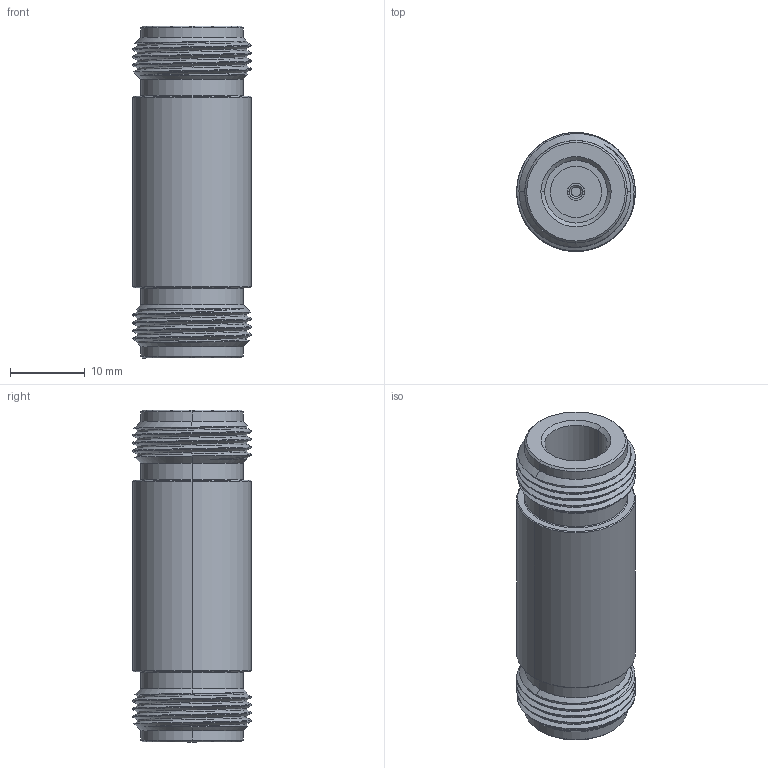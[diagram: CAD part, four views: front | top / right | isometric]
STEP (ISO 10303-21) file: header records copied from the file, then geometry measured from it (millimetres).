
FILE_DESCRIPTION (( 'STEP AP203' ), '1' );
FILE_NAME ('PE9428.step', '2018-08-31T19:22:29', ( '' ), ( '' ), 'SwSTEP 2.0', 'SolidWorks 2017', '' );
FILE_SCHEMA (( 'CONFIG_CONTROL_DESIGN' ));
Length unit declared in the file: inch
Products named in the file (1): PE9428
Bounding box: 15.88 x 15.88 x 44.45 mm (x, y, z)
Volume: 7037.7 mm3; surface area: 3530.7 mm2
Topology: 1 solids, 1 shells, 140 faces, 352 edges, 226 vertices
Faces by surface type: cylinder 62, plane 38, cone 30, bspline 6, torus 4
Entity records: 8155 total; most frequent: CARTESIAN_POINT 4989, ORIENTED_EDGE 704, DIRECTION 580, EDGE_CURVE 352, AXIS2_PLACEMENT_3D 237, VERTEX_POINT 226, EDGE_LOOP 152, ADVANCED_FACE 140
